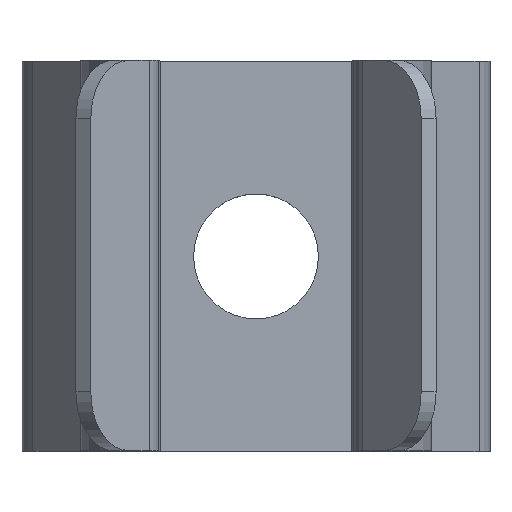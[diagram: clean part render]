
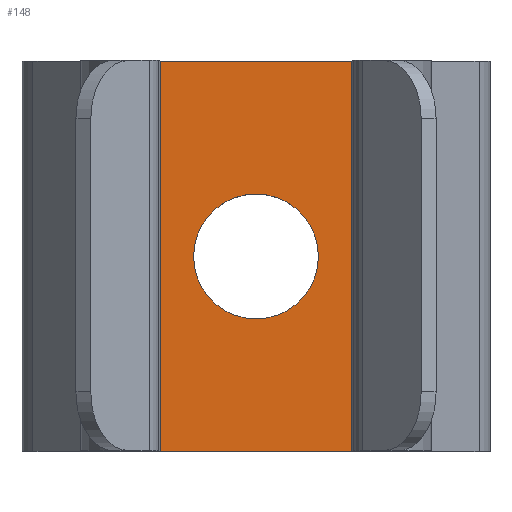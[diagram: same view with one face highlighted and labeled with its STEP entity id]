
A CAD part, top view. The second image highlights one B-rep face of the part: STEP entity #148.
In plain terms, the highlighted planar face has unit normal (0, 0, 1).
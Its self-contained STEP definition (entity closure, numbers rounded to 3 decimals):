
#106=FACE_BOUND('',#237,.T.);
#107=FACE_BOUND('',#238,.T.);
#120=PLANE('',#827);
#148=ADVANCED_FACE('',(#106,#107),#120,.F.);
#237=EDGE_LOOP('',(#467));
#238=EDGE_LOOP('',(#468,#469,#470,#471));
#294=LINE('',#1216,#350);
#295=LINE('',#1222,#351);
#296=LINE('',#1224,#352);
#297=LINE('',#1226,#353);
#350=VECTOR('',#1006,1.);
#351=VECTOR('',#1013,1.);
#352=VECTOR('',#1014,1.);
#353=VECTOR('',#1015,1.);
#467=ORIENTED_EDGE('',*,*,#706,.F.);
#468=ORIENTED_EDGE('',*,*,#707,.T.);
#469=ORIENTED_EDGE('',*,*,#708,.F.);
#470=ORIENTED_EDGE('',*,*,#709,.F.);
#471=ORIENTED_EDGE('',*,*,#704,.T.);
#615=VERTEX_POINT('',#1215);
#616=VERTEX_POINT('',#1217);
#617=VERTEX_POINT('',#1221);
#618=VERTEX_POINT('',#1223);
#619=VERTEX_POINT('',#1225);
#704=EDGE_CURVE('',#616,#615,#294,.T.);
#706=EDGE_CURVE('',#617,#617,#759,.T.);
#707=EDGE_CURVE('',#615,#618,#295,.T.);
#708=EDGE_CURVE('',#619,#618,#296,.T.);
#709=EDGE_CURVE('',#616,#619,#297,.T.);
#759=CIRCLE('',#826,1.6);
#826=AXIS2_PLACEMENT_3D('',#1220,#1011,#1012);
#827=AXIS2_PLACEMENT_3D('',#1227,#1016,#1017);
#1006=DIRECTION('',(0.,-1.,0.));
#1011=DIRECTION('',(0.,0.,1.));
#1012=DIRECTION('',(0.,1.,0.));
#1013=DIRECTION('',(1.,0.,0.));
#1014=DIRECTION('',(0.,-1.,0.));
#1015=DIRECTION('',(1.,0.,0.));
#1016=DIRECTION('',(0.,0.,-1.));
#1017=DIRECTION('',(-1.,0.,0.));
#1215=CARTESIAN_POINT('',(-4.5,0.,0.5));
#1216=CARTESIAN_POINT('',(-4.5,10.,0.5));
#1217=CARTESIAN_POINT('',(-4.5,10.,0.5));
#1220=CARTESIAN_POINT('',(0.,5.,0.5));
#1221=CARTESIAN_POINT('',(0.,6.6,0.5));
#1222=CARTESIAN_POINT('',(0.,0.,0.5));
#1223=CARTESIAN_POINT('',(4.5,0.,0.5));
#1224=CARTESIAN_POINT('',(4.5,10.,0.5));
#1225=CARTESIAN_POINT('',(4.5,10.,0.5));
#1226=CARTESIAN_POINT('',(-4.5,10.,0.5));
#1227=CARTESIAN_POINT('',(0.,10.,0.5));
